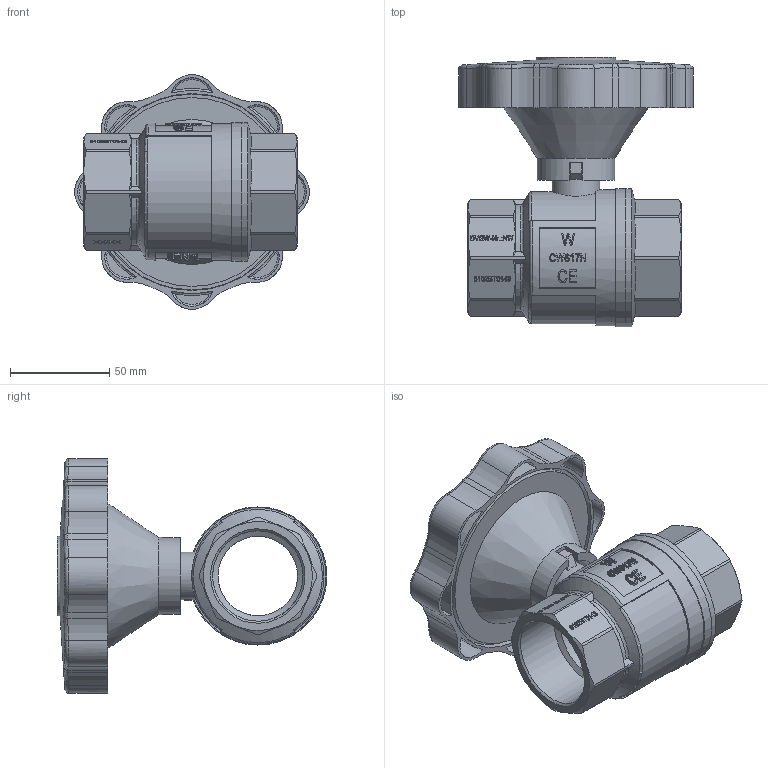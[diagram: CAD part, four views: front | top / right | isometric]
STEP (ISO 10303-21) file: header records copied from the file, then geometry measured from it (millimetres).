
FILE_DESCRIPTION(/* description */ ('Unknown'),/* implementation_level */ '2;1');
FILE_NAME(/* name */ '762-08',/* time_stamp */ '2022-08-09T09:04:25+02:00',/* author */ ('Unknown'),/* organization */ ('Unknown'),/* preprocessor_version */ 'ST-DEVELOPER v16.7',/* originating_system */ 'Solid Edge',/* authorisation */ 'Unknown');
FILE_SCHEMA (('AUTOMOTIVE_DESIGN {1 0 10303 214 3 1 1}'));
Length unit declared in the file: millimetre
Products named in the file (11): 762-08; Spindel-co_oa_0; 600-1_1_2-Spindel; 600-1_1_2-stopfbuchse; 96000762-09_Handle; 96000762-09_Handle cover; 96000762-09_Handle plate; 96000762-09_Handle body; 96000762-09_painter; Kvrper; Einschraubteil1
Assembly tree (10 placements, depth 3):
  762-08
    Spindel-co_oa_0
      600-1_1_2-Spindel
      600-1_1_2-stopfbuchse
    96000762-09_Handle
      96000762-09_Handle cover
      96000762-09_Handle plate
      96000762-09_Handle body
      96000762-09_painter
    Kvrper
    Einschraubteil1
Bounding box: 118 x 135.75 x 118 mm (x, y, z)
Volume: 253039.7 mm3; surface area: 160100 mm2
Topology: 8 solids, 8 shells, 1982 faces, 5415 edges, 3588 vertices
Faces by surface type: plane 1629, cylinder 191, bspline 75, cone 58, torus 27, sphere 2
Full cylindrical faces by diameter (mm): 10.8 x1, 12 x4, 14 x2, 14.1 x1, 14.5 x1, 15 x1, 16 x1, 17.5 x4, 18 x1, 18.38 x1, 18.398 x1, 20 x5, 20.5 x1, 22.5 x2, 24 x1, 26.5 x1, 30 x1, 35.5 x1, 36 x1, 39 x1, 40 x4, 45.494 x2, 47 x1, 52 x2, 61 x1, 63 x1, 63.5 x2, 68.5 x1, 69.5 x2, 80.5 x1
Entity records: 67743 total; most frequent: CARTESIAN_POINT 16981, ORIENTED_EDGE 10640, DIRECTION 10320, EDGE_CURVE 5320, LINE 3618, VECTOR 3618, VERTEX_POINT 3572, AXIS2_PLACEMENT_3D 3351
